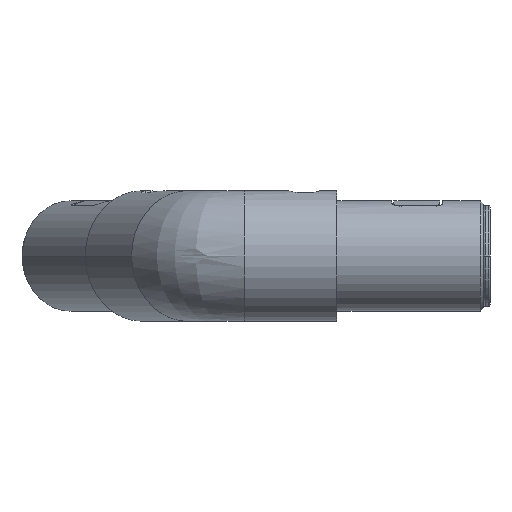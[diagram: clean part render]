
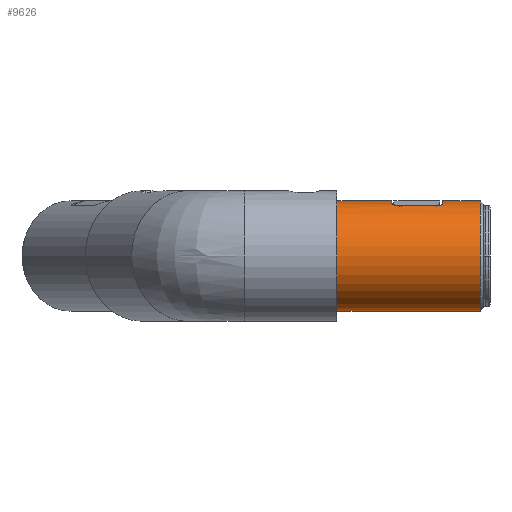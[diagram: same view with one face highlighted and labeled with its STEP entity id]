
A CAD part, front view. The second image highlights one B-rep face of the part: STEP entity #9626.
In plain terms, the highlighted cylindrical face has radius 16.9 mm (diameter 33.8 mm), a partial arc.
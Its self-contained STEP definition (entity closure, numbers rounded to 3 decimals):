
#242 = CIRCLE ( 'NONE', #6994, 16.9 ) ;
#342 = DIRECTION ( 'NONE',  ( -1., 0., 0. ) ) ;
#519 = DIRECTION ( 'NONE',  ( 1., 0., 0. ) ) ;
#619 = CARTESIAN_POINT ( 'NONE',  ( 18.192, -6.789, 15.476 ) ) ;
#680 = DIRECTION ( 'NONE',  ( -1., 0., 0. ) ) ;
#861 =( BOUNDED_CURVE ( )  B_SPLINE_CURVE ( 3, ( #2613, #9128, #862, #8223 ),
 .UNSPECIFIED., .F., .F. ) 
 B_SPLINE_CURVE_WITH_KNOTS ( ( 4, 4 ),
 ( 5.983, 6.283 ),
 .UNSPECIFIED. ) 
 CURVE ( )  GEOMETRIC_REPRESENTATION_ITEM ( )  RATIONAL_B_SPLINE_CURVE ( ( 1., 0.992, 0.992, 1. ) ) 
 REPRESENTATION_ITEM ( '' )  );
#862 = CARTESIAN_POINT ( 'NONE',  ( 16.675, -1.698, 16.9 ) ) ;
#887 = DIRECTION ( 'NONE',  ( -1., 0., 0. ) ) ;
#1059 = CARTESIAN_POINT ( 'NONE',  ( 32.45, -5.514, 15.977 ) ) ;
#1229 = CARTESIAN_POINT ( 'NONE',  ( 18.868, -6.986, 15.389 ) ) ;
#1480 = CARTESIAN_POINT ( 'NONE',  ( 44., 0., 0. ) ) ;
#1520 = CARTESIAN_POINT ( 'NONE',  ( 16.9, -5.273, 16.059 ) ) ;
#1532 = EDGE_CURVE ( 'NONE', #6861, #2598, #242, .T. ) ;
#1660 = CARTESIAN_POINT ( 'NONE',  ( 45., 0., 16.9 ) ) ;
#1666 = B_SPLINE_CURVE_WITH_KNOTS ( 'NONE', 3,
 ( #11080, #6553, #1059, #6374, #1791, #10055, #1848, #11193, #2873, #5527, #6621, #10224, #2933, #2815, #9150, #4570 ),
 .UNSPECIFIED., .F., .F.,
 ( 4, 2, 2, 2, 2, 2, 2, 4 ),
 ( 0., 0.001, 0.001, 0.002, 0.002, 0.002, 0.003, 0.003 ),
 .UNSPECIFIED. ) ;
#1791 = CARTESIAN_POINT ( 'NONE',  ( 32.245, -5.985, 15.805 ) ) ;
#1848 = CARTESIAN_POINT ( 'NONE',  ( 32.023, -6.302, 15.681 ) ) ;
#1940 = EDGE_CURVE ( 'NONE', #9032, #10784, #8298, .T. ) ;
#2018 = EDGE_CURVE ( 'NONE', #2035, #8363, #4305, .T. ) ;
#2035 = VERTEX_POINT ( 'NONE', #7020 ) ;
#2139 = EDGE_CURVE ( 'NONE', #8363, #4076, #2555, .T. ) ;
#2153 = CYLINDRICAL_SURFACE ( 'NONE', #2353, 16.9 ) ;
#2353 = AXIS2_PLACEMENT_3D ( 'NONE', #4026, #8556, #5053 ) ;
#2436 = CARTESIAN_POINT ( 'NONE',  ( 17.172, -5.893, 15.84 ) ) ;
#2555 = CIRCLE ( 'NONE', #4106, 16.9 ) ;
#2598 = VERTEX_POINT ( 'NONE', #2877 ) ;
#2613 = CARTESIAN_POINT ( 'NONE',  ( 16.878, -5., 16.143 ) ) ;
#2689 = CARTESIAN_POINT ( 'NONE',  ( 45., -7., 15.382 ) ) ;
#2815 = CARTESIAN_POINT ( 'NONE',  ( 30.774, -6.986, 15.389 ) ) ;
#2873 = CARTESIAN_POINT ( 'NONE',  ( 31.743, -6.572, 15.57 ) ) ;
#2877 = CARTESIAN_POINT ( 'NONE',  ( 32.5, -5., 16.143 ) ) ;
#2933 = CARTESIAN_POINT ( 'NONE',  ( 31.038, -6.931, 15.413 ) ) ;
#3060 = ORIENTED_EDGE ( 'NONE', *, *, #8336, .T. ) ;
#3289 = DIRECTION ( 'NONE',  ( 0., 0., 1. ) ) ;
#3306 = EDGE_CURVE ( 'NONE', #10784, #11021, #861, .T. ) ;
#3317 = ORIENTED_EDGE ( 'NONE', *, *, #2018, .F. ) ;
#3661 = ORIENTED_EDGE ( 'NONE', *, *, #9397, .T. ) ;
#4026 = CARTESIAN_POINT ( 'NONE',  ( 45., 0., 0. ) ) ;
#4076 = VERTEX_POINT ( 'NONE', #7484 ) ;
#4106 = AXIS2_PLACEMENT_3D ( 'NONE', #9741, #680, #10577 ) ;
#4127 = CARTESIAN_POINT ( 'NONE',  ( 16.878, -5., 16.143 ) ) ;
#4151 = CARTESIAN_POINT ( 'NONE',  ( 0., 0., -16.9 ) ) ;
#4242 = CARTESIAN_POINT ( 'NONE',  ( 17.418, -6.221, 15.714 ) ) ;
#4305 = LINE ( 'NONE', #5990, #5260 ) ;
#4322 = DIRECTION ( 'NONE',  ( 0., 0., 1. ) ) ;
#4336 = ORIENTED_EDGE ( 'NONE', *, *, #2139, .F. ) ;
#4364 = CARTESIAN_POINT ( 'NONE',  ( 18.454, -6.892, 15.431 ) ) ;
#4416 = VERTEX_POINT ( 'NONE', #10153 ) ;
#4434 = CARTESIAN_POINT ( 'NONE',  ( 32.5, 0., 0. ) ) ;
#4570 = CARTESIAN_POINT ( 'NONE',  ( 30.5, -7., 15.382 ) ) ;
#4853 = CARTESIAN_POINT ( 'NONE',  ( 19.152, -7., 15.382 ) ) ;
#4917 = CARTESIAN_POINT ( 'NONE',  ( 18.591, -6.932, 15.413 ) ) ;
#5053 = DIRECTION ( 'NONE',  ( 0., 0., 1. ) ) ;
#5260 = VECTOR ( 'NONE', #7801, 1000. ) ;
#5340 = DIRECTION ( 'NONE',  ( -1., 0., 0. ) ) ;
#5504 = CARTESIAN_POINT ( 'NONE',  ( 30.5, -7., 15.382 ) ) ;
#5527 = CARTESIAN_POINT ( 'NONE',  ( 31.527, -6.721, 15.506 ) ) ;
#5785 = CARTESIAN_POINT ( 'NONE',  ( 19.152, -7., 15.382 ) ) ;
#5990 = CARTESIAN_POINT ( 'NONE',  ( 45., 0., -16.9 ) ) ;
#6162 = ORIENTED_EDGE ( 'NONE', *, *, #7819, .T. ) ;
#6165 = CARTESIAN_POINT ( 'NONE',  ( 17.512, -6.319, 15.675 ) ) ;
#6374 = CARTESIAN_POINT ( 'NONE',  ( 32.305, -5.872, 15.848 ) ) ;
#6553 = CARTESIAN_POINT ( 'NONE',  ( 32.5, -5.261, 16.063 ) ) ;
#6621 = CARTESIAN_POINT ( 'NONE',  ( 31.409, -6.786, 15.478 ) ) ;
#6627 = ORIENTED_EDGE ( 'NONE', *, *, #1940, .T. ) ;
#6861 = VERTEX_POINT ( 'NONE', #8403 ) ;
#6867 = LINE ( 'NONE', #8676, #9854 ) ;
#6994 = AXIS2_PLACEMENT_3D ( 'NONE', #4434, #519, #3289 ) ;
#7020 = CARTESIAN_POINT ( 'NONE',  ( 44., 0., -16.9 ) ) ;
#7304 = CARTESIAN_POINT ( 'NONE',  ( 16.675, 0., 16.9 ) ) ;
#7310 = ORIENTED_EDGE ( 'NONE', *, *, #9955, .T. ) ;
#7481 = ORIENTED_EDGE ( 'NONE', *, *, #11273, .T. ) ;
#7484 = CARTESIAN_POINT ( 'NONE',  ( 0., 0., 16.9 ) ) ;
#7764 = FACE_OUTER_BOUND ( 'NONE', #8907, .T. ) ;
#7801 = DIRECTION ( 'NONE',  ( -1., 0., 0. ) ) ;
#7819 = EDGE_CURVE ( 'NONE', #10450, #9032, #10953, .T. ) ;
#7934 = LINE ( 'NONE', #1660, #11611 ) ;
#8223 = CARTESIAN_POINT ( 'NONE',  ( 16.675, 0., 16.9 ) ) ;
#8298 = B_SPLINE_CURVE_WITH_KNOTS ( 'NONE', 3,
 ( #4853, #9430, #1229, #4917, #4364, #619, #10750, #9911, #11600, #6165, #4242, #9001, #2436, #9850, #1520, #8945 ),
 .UNSPECIFIED., .F., .F.,
 ( 4, 2, 2, 2, 2, 2, 2, 4 ),
 ( 0., 0., 0.001, 0.001, 0.002, 0.002, 0.003, 0.003 ),
 .UNSPECIFIED. ) ;
#8336 = EDGE_CURVE ( 'NONE', #2035, #4416, #11778, .T. ) ;
#8363 = VERTEX_POINT ( 'NONE', #4151 ) ;
#8403 = CARTESIAN_POINT ( 'NONE',  ( 32.5, 0., 16.9 ) ) ;
#8556 = DIRECTION ( 'NONE',  ( -1., 0., 0. ) ) ;
#8676 = CARTESIAN_POINT ( 'NONE',  ( 45., 0., 16.9 ) ) ;
#8907 = EDGE_LOOP ( 'NONE', ( #3317, #3060, #7310, #11913, #3661, #6162, #6627, #9816, #7481, #4336 ) ) ;
#8945 = CARTESIAN_POINT ( 'NONE',  ( 16.878, -5., 16.143 ) ) ;
#9001 = CARTESIAN_POINT ( 'NONE',  ( 17.248, -6.007, 15.797 ) ) ;
#9032 = VERTEX_POINT ( 'NONE', #5785 ) ;
#9128 = CARTESIAN_POINT ( 'NONE',  ( 16.743, -3.378, 16.646 ) ) ;
#9150 = CARTESIAN_POINT ( 'NONE',  ( 30.637, -7., 15.382 ) ) ;
#9397 = EDGE_CURVE ( 'NONE', #2598, #10450, #1666, .T. ) ;
#9430 = CARTESIAN_POINT ( 'NONE',  ( 19.009, -7., 15.382 ) ) ;
#9626 = ADVANCED_FACE ( 'NONE', ( #7764 ), #2153, .T. ) ;
#9741 = CARTESIAN_POINT ( 'NONE',  ( 0., 0., 0. ) ) ;
#9816 = ORIENTED_EDGE ( 'NONE', *, *, #3306, .T. ) ;
#9850 = CARTESIAN_POINT ( 'NONE',  ( 16.983, -5.537, 15.969 ) ) ;
#9854 = VECTOR ( 'NONE', #342, 1000. ) ;
#9911 = CARTESIAN_POINT ( 'NONE',  ( 17.83, -6.583, 15.566 ) ) ;
#9955 = EDGE_CURVE ( 'NONE', #4416, #6861, #7934, .T. ) ;
#10055 = CARTESIAN_POINT ( 'NONE',  ( 32.105, -6.2, 15.722 ) ) ;
#10153 = CARTESIAN_POINT ( 'NONE',  ( 44., 0., 16.9 ) ) ;
#10224 = CARTESIAN_POINT ( 'NONE',  ( 31.165, -6.891, 15.431 ) ) ;
#10432 = AXIS2_PLACEMENT_3D ( 'NONE', #1480, #11623, #4322 ) ;
#10450 = VERTEX_POINT ( 'NONE', #5504 ) ;
#10577 = DIRECTION ( 'NONE',  ( 0., 0., 1. ) ) ;
#10750 = CARTESIAN_POINT ( 'NONE',  ( 18.067, -6.727, 15.504 ) ) ;
#10784 = VERTEX_POINT ( 'NONE', #4127 ) ;
#10953 = LINE ( 'NONE', #2689, #11261 ) ;
#11021 = VERTEX_POINT ( 'NONE', #7304 ) ;
#11080 = CARTESIAN_POINT ( 'NONE',  ( 32.5, -5., 16.143 ) ) ;
#11193 = CARTESIAN_POINT ( 'NONE',  ( 31.842, -6.488, 15.605 ) ) ;
#11261 = VECTOR ( 'NONE', #887, 1000. ) ;
#11273 = EDGE_CURVE ( 'NONE', #11021, #4076, #6867, .T. ) ;
#11600 = CARTESIAN_POINT ( 'NONE',  ( 17.717, -6.5, 15.6 ) ) ;
#11611 = VECTOR ( 'NONE', #5340, 1000. ) ;
#11623 = DIRECTION ( 'NONE',  ( -1., 0., 0. ) ) ;
#11778 = CIRCLE ( 'NONE', #10432, 16.9 ) ;
#11913 = ORIENTED_EDGE ( 'NONE', *, *, #1532, .T. ) ;
